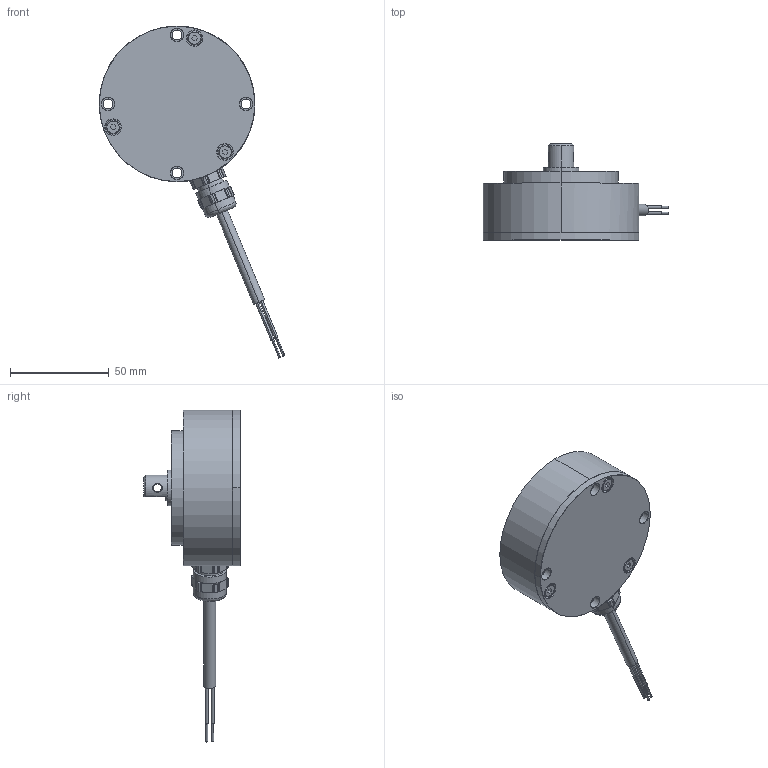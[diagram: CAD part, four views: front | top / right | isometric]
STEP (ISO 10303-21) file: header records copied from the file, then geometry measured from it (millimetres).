
FILE_DESCRIPTION (( 'STEP AP214' ), '1' );
FILE_NAME ('IPX-7911-_ _ _-_ _ _-202.STEP', '2017-09-13T13:05:11', ( 'dummy' ), ( 'Microsoft' ), 'SwSTEP 2.0', 'SolidWorks 2014', '' );
FILE_SCHEMA (( 'AUTOMOTIVE_DESIGN' ));
Length unit declared in the file: millimetre
Products named in the file (1): IPX-7911-_ _ _-_ _ _-202
Bounding box: 94.18 x 49.05 x 168.36 mm (x, y, z)
Surface area: 28336.6 mm2 (no closed solid volume)
Topology: 0 solids, 9 shells, 260 faces, 677 edges, 440 vertices
Faces by surface type: cylinder 117, plane 86, cone 49, torus 6, bspline 2
Entity records: 11186 total; most frequent: CARTESIAN_POINT 1876, DIRECTION 1398, ORIENTED_EDGE 1237, EDGE_CURVE 677, AXIS2_PLACEMENT_3D 550, VERTEX_POINT 440, EDGE_LOOP 311, LINE 298
